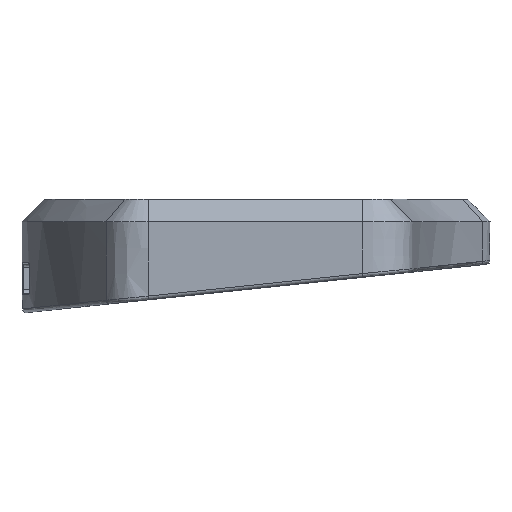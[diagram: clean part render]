
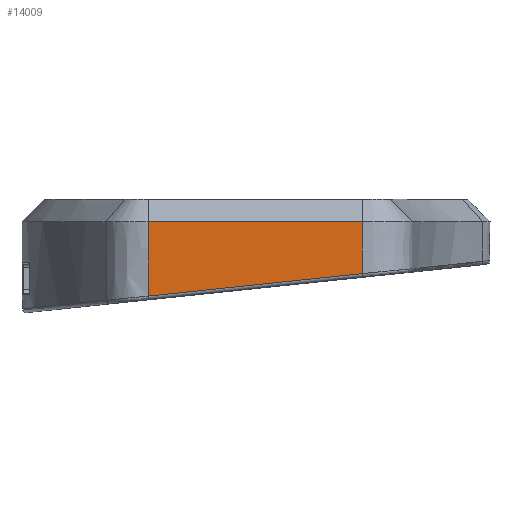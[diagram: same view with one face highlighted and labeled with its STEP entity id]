
A CAD part, left-side view. The second image highlights one B-rep face of the part: STEP entity #14009.
In plain terms, the highlighted planar face has unit normal (-1, 0, 0).
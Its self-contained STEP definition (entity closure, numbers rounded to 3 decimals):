
#384=PLANE('',#15039);
#1022=FACE_OUTER_BOUND('',#1798,.T.);
#1798=EDGE_LOOP('',(#11292,#11293,#11294,#11295,#11296,#11297));
#2371=B_SPLINE_CURVE_WITH_KNOTS('',3,(#24006,#24007,#24008,#24009),
 .UNSPECIFIED.,.F.,.F.,(4,4),(-1.345,-0.645),
 .UNSPECIFIED.);
#2372=B_SPLINE_CURVE_WITH_KNOTS('',3,(#24013,#24014,#24015,#24016),
 .UNSPECIFIED.,.F.,.F.,(4,4),(-1.3,-0.6),.UNSPECIFIED.);
#2373=B_SPLINE_CURVE_WITH_KNOTS('',3,(#24017,#24018,#24019,#24020),
 .UNSPECIFIED.,.F.,.F.,(4,4),(-2.586,-1.3),.UNSPECIFIED.);
#2374=B_SPLINE_CURVE_WITH_KNOTS('',3,(#24021,#24022,#24023,#24024),
 .UNSPECIFIED.,.F.,.F.,(4,4),(-0.645,0.04),
 .UNSPECIFIED.);
#3041=LINE('',#23593,#4606);
#3043=LINE('',#24011,#4608);
#4606=VECTOR('',#17337,10.);
#4608=VECTOR('',#17357,10.);
#6620=VERTEX_POINT('',#23589);
#6621=VERTEX_POINT('',#23591);
#6626=VERTEX_POINT('',#24004);
#6627=VERTEX_POINT('',#24005);
#6628=VERTEX_POINT('',#24010);
#6629=VERTEX_POINT('',#24012);
#8289=EDGE_CURVE('',#6621,#6620,#3041,.T.);
#8303=EDGE_CURVE('',#6626,#6627,#2371,.T.);
#8304=EDGE_CURVE('',#6628,#6626,#3043,.T.);
#8305=EDGE_CURVE('',#6629,#6628,#2372,.T.);
#8306=EDGE_CURVE('',#6620,#6629,#2373,.T.);
#8307=EDGE_CURVE('',#6627,#6621,#2374,.T.);
#11292=ORIENTED_EDGE('',*,*,#8303,.F.);
#11293=ORIENTED_EDGE('',*,*,#8304,.F.);
#11294=ORIENTED_EDGE('',*,*,#8305,.F.);
#11295=ORIENTED_EDGE('',*,*,#8306,.F.);
#11296=ORIENTED_EDGE('',*,*,#8289,.F.);
#11297=ORIENTED_EDGE('',*,*,#8307,.F.);
#14009=ADVANCED_FACE('',(#1022),#384,.T.);
#15039=AXIS2_PLACEMENT_3D('',#24003,#17355,#17356);
#17337=DIRECTION('',(0.,0.995,-0.105));
#17355=DIRECTION('center_axis',(-1.,0.,0.));
#17356=DIRECTION('ref_axis',(0.,-1.,0.));
#17357=DIRECTION('',(0.,-1.,0.));
#23589=CARTESIAN_POINT('',(-60.15,27.122,-16.861));
#23591=CARTESIAN_POINT('',(-60.15,-30.1,-10.846));
#23593=CARTESIAN_POINT('',(-60.15,-4.162,-13.573));
#24003=CARTESIAN_POINT('Origin',(-60.15,34.219,0.));
#24004=CARTESIAN_POINT('',(-60.15,-30.1,3.));
#24005=CARTESIAN_POINT('',(-60.15,-30.1,-4.));
#24006=CARTESIAN_POINT('Ctrl Pts',(-60.15,-30.1,3.));
#24007=CARTESIAN_POINT('Ctrl Pts',(-60.15,-30.1,0.667));
#24008=CARTESIAN_POINT('Ctrl Pts',(-60.15,-30.1,-1.667));
#24009=CARTESIAN_POINT('Ctrl Pts',(-60.15,-30.1,-4.));
#24010=CARTESIAN_POINT('',(-60.15,27.122,3.));
#24011=CARTESIAN_POINT('',(-60.15,-3.241,3.));
#24012=CARTESIAN_POINT('',(-60.15,27.122,-4.));
#24013=CARTESIAN_POINT('Ctrl Pts',(-60.15,27.122,-4.));
#24014=CARTESIAN_POINT('Ctrl Pts',(-60.15,27.122,-1.667));
#24015=CARTESIAN_POINT('Ctrl Pts',(-60.15,27.122,0.667));
#24016=CARTESIAN_POINT('Ctrl Pts',(-60.15,27.122,3.));
#24017=CARTESIAN_POINT('Ctrl Pts',(-60.15,27.122,-16.861));
#24018=CARTESIAN_POINT('Ctrl Pts',(-60.15,27.122,-12.574));
#24019=CARTESIAN_POINT('Ctrl Pts',(-60.15,27.122,-8.287));
#24020=CARTESIAN_POINT('Ctrl Pts',(-60.15,27.122,-4.));
#24021=CARTESIAN_POINT('Ctrl Pts',(-60.15,-30.1,-4.));
#24022=CARTESIAN_POINT('Ctrl Pts',(-60.15,-30.1,-6.282));
#24023=CARTESIAN_POINT('Ctrl Pts',(-60.15,-30.1,
-8.564));
#24024=CARTESIAN_POINT('Ctrl Pts',(-60.15,-30.1,
-10.846));
